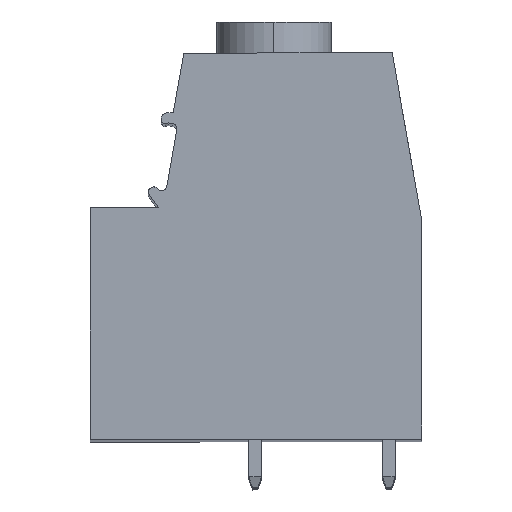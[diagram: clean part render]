
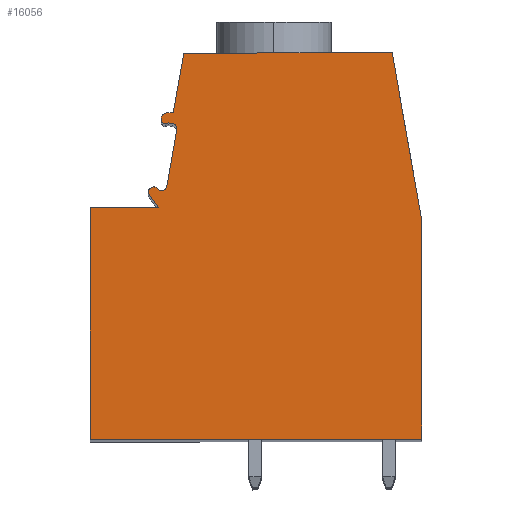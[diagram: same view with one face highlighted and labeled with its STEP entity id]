
A CAD part, top view. The second image highlights one B-rep face of the part: STEP entity #16056.
In plain terms, the highlighted planar face has unit normal (0, 0, 1).
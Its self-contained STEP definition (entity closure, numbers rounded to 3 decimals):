
#4458=DIRECTION('',(-1.,0.,0.));
#4459=VECTOR('',#4458,0.6);
#4460=CARTESIAN_POINT('',(-9.708,14.795,142.5));
#4461=LINE('',#4460,#4459);
#4462=DIRECTION('',(-0.174,-0.985,0.));
#4463=VECTOR('',#4462,5.687);
#4464=CARTESIAN_POINT('',(-8.72,20.396,142.5));
#4465=LINE('',#4464,#4463);
#4466=DIRECTION('',(-1.,-0.001,0.));
#4467=VECTOR('',#4466,19.48);
#4468=CARTESIAN_POINT('',(10.76,20.41,142.5));
#4469=LINE('',#4468,#4467);
#4470=DIRECTION('',(-0.174,0.985,0.));
#4471=VECTOR('',#4470,15.891);
#4472=CARTESIAN_POINT('',(13.53,4.762,142.5));
#4473=LINE('',#4472,#4471);
#4474=DIRECTION('',(0.,1.,0.));
#4475=VECTOR('',#4474,20.45);
#4476=CARTESIAN_POINT('',(13.53,-15.688,142.5));
#4477=LINE('',#4476,#4475);
#4478=DIRECTION('',(1.,0.001,0.));
#4479=VECTOR('',#4478,31.);
#4480=CARTESIAN_POINT('',(-17.47,-15.71,142.5));
#4481=LINE('',#4480,#4479);
#4482=DIRECTION('',(0.,-1.,0.));
#4483=VECTOR('',#4482,21.65);
#4484=CARTESIAN_POINT('',(-17.47,5.94,142.5));
#4485=LINE('',#4484,#4483);
#4486=DIRECTION('',(-1.,0.,0.));
#4487=VECTOR('',#4486,6.38);
#4488=CARTESIAN_POINT('',(-11.09,5.94,142.5));
#4489=LINE('',#4488,#4487);
#4490=DIRECTION('',(0.577,-0.817,0.));
#4491=VECTOR('',#4490,1.51);
#4492=CARTESIAN_POINT('',(-11.961,7.174,142.5));
#4493=LINE('',#4492,#4491);
#4494=CARTESIAN_POINT('',(-11.634,7.404,142.5));
#4495=DIRECTION('',(0.,0.,1.));
#4496=DIRECTION('',(-0.536,0.844,0.));
#4497=AXIS2_PLACEMENT_3D('',#4494,#4495,#4496);
#4499=DIRECTION('',(-0.844,-0.536,0.));
#4500=VECTOR('',#4499,0.245);
#4501=CARTESIAN_POINT('',(-11.642,7.873,142.5));
#4502=LINE('',#4501,#4500);
#4503=CARTESIAN_POINT('',(-11.535,7.704,142.5));
#4504=DIRECTION('',(0.,0.,1.));
#4505=DIRECTION('',(0.56,0.829,0.));
#4506=AXIS2_PLACEMENT_3D('',#4503,#4504,#4505);
#4508=DIRECTION('',(-0.829,0.56,0.));
#4509=VECTOR('',#4508,0.514);
#4510=CARTESIAN_POINT('',(-10.997,7.583,142.5));
#4511=LINE('',#4510,#4509);
#4512=DIRECTION('',(-0.989,0.148,0.));
#4513=VECTOR('',#4512,0.14);
#4514=CARTESIAN_POINT('',(-10.859,7.562,142.5));
#4515=LINE('',#4514,#4513);
#4516=CARTESIAN_POINT('',(-10.785,8.056,142.5));
#4517=DIRECTION('',(0.,0.,-1.));
#4518=DIRECTION('',(0.985,-0.174,0.));
#4519=AXIS2_PLACEMENT_3D('',#4516,#4517,#4518);
#4521=DIRECTION('',(-0.174,-0.985,0.));
#4522=VECTOR('',#4521,5.32);
#4523=CARTESIAN_POINT('',(-9.368,13.209,142.5));
#4524=LINE('',#4523,#4522);
#4525=CARTESIAN_POINT('',(-9.861,13.295,142.5));
#4526=DIRECTION('',(0.,0.,-1.));
#4527=DIRECTION('',(0.182,0.983,0.));
#4528=AXIS2_PLACEMENT_3D('',#4525,#4526,#4527);
#4530=DIRECTION('',(0.983,-0.182,0.));
#4531=VECTOR('',#4530,0.412);
#4532=CARTESIAN_POINT('',(-10.175,13.862,142.5));
#4533=LINE('',#4532,#4531);
#4534=DIRECTION('',(0.97,0.243,0.));
#4535=VECTOR('',#4534,0.292);
#4536=CARTESIAN_POINT('',(-10.458,13.791,142.5));
#4537=LINE('',#4536,#4535);
#4538=CARTESIAN_POINT('',(-10.506,13.985,142.5));
#4539=DIRECTION('',(0.,0.,1.));
#4540=DIRECTION('',(-0.792,-0.61,0.));
#4541=AXIS2_PLACEMENT_3D('',#4538,#4539,#4540);
#4543=DIRECTION('',(0.61,-0.792,0.));
#4544=VECTOR('',#4543,0.188);
#4545=CARTESIAN_POINT('',(-10.78,14.012,142.5));
#4546=LINE('',#4545,#4544);
#4547=CARTESIAN_POINT('',(-10.542,14.195,142.5));
#4548=DIRECTION('',(0.,0.,1.));
#4549=DIRECTION('',(-0.966,0.259,0.));
#4550=AXIS2_PLACEMENT_3D('',#4547,#4548,#4549);
#4552=DIRECTION('',(-0.259,-0.966,0.));
#4553=VECTOR('',#4552,0.157);
#4554=CARTESIAN_POINT('',(-10.791,14.425,142.5));
#4555=LINE('',#4554,#4553);
#4556=CARTESIAN_POINT('',(-10.308,14.295,142.5));
#4557=DIRECTION('',(0.,0.,1.));
#4558=DIRECTION('',(0.,1.,0.));
#4559=AXIS2_PLACEMENT_3D('',#4556,#4557,#4558);
#8003=CARTESIAN_POINT('',(-9.708,14.795,142.5));
#8004=CARTESIAN_POINT('',(-10.308,14.795,142.5));
#8005=VERTEX_POINT('',#8003);
#8006=VERTEX_POINT('',#8004);
#8007=CARTESIAN_POINT('',(-10.791,14.425,142.5));
#8008=VERTEX_POINT('',#8007);
#8009=CARTESIAN_POINT('',(-10.832,14.273,142.5));
#8010=VERTEX_POINT('',#8009);
#8011=CARTESIAN_POINT('',(-10.78,14.012,142.5));
#8012=VERTEX_POINT('',#8011);
#8013=CARTESIAN_POINT('',(-10.665,13.863,142.5));
#8014=VERTEX_POINT('',#8013);
#8015=CARTESIAN_POINT('',(-10.458,13.791,142.5));
#8016=VERTEX_POINT('',#8015);
#8017=CARTESIAN_POINT('',(-10.175,13.862,142.5));
#8018=VERTEX_POINT('',#8017);
#8019=CARTESIAN_POINT('',(-9.77,13.787,142.5));
#8020=VERTEX_POINT('',#8019);
#8021=CARTESIAN_POINT('',(-9.368,13.209,142.5));
#8022=VERTEX_POINT('',#8021);
#8023=CARTESIAN_POINT('',(-10.292,7.969,142.5));
#8024=VERTEX_POINT('',#8023);
#8025=CARTESIAN_POINT('',(-10.859,7.562,142.5));
#8026=VERTEX_POINT('',#8025);
#8027=CARTESIAN_POINT('',(-10.997,7.583,142.5));
#8028=VERTEX_POINT('',#8027);
#8029=CARTESIAN_POINT('',(-11.423,7.87,142.5));
#8030=VERTEX_POINT('',#8029);
#8031=CARTESIAN_POINT('',(-11.642,7.873,142.5));
#8032=VERTEX_POINT('',#8031);
#8033=CARTESIAN_POINT('',(-11.848,7.742,142.5));
#8034=VERTEX_POINT('',#8033);
#8035=CARTESIAN_POINT('',(-11.961,7.174,142.5));
#8036=VERTEX_POINT('',#8035);
#8037=CARTESIAN_POINT('',(-11.09,5.94,142.5));
#8038=VERTEX_POINT('',#8037);
#8039=CARTESIAN_POINT('',(-17.47,5.94,142.5));
#8040=VERTEX_POINT('',#8039);
#8041=CARTESIAN_POINT('',(-17.47,-15.71,142.5));
#8042=VERTEX_POINT('',#8041);
#8043=CARTESIAN_POINT('',(13.53,-15.688,142.5));
#8044=VERTEX_POINT('',#8043);
#8045=CARTESIAN_POINT('',(13.53,4.762,142.5));
#8046=VERTEX_POINT('',#8045);
#8047=CARTESIAN_POINT('',(10.76,20.41,142.5));
#8048=VERTEX_POINT('',#8047);
#8049=CARTESIAN_POINT('',(-8.72,20.396,142.5));
#8050=VERTEX_POINT('',#8049);
#16025=CARTESIAN_POINT('',(0.,0.,142.5));
#16026=DIRECTION('',(0.,0.,1.));
#16027=DIRECTION('',(1.,0.,0.));
#16028=AXIS2_PLACEMENT_3D('',#16025,#16026,#16027);
#16029=PLANE('',#16028);
#16030=ORIENTED_EDGE('',*,*,#10435,.F.);
#16031=ORIENTED_EDGE('',*,*,#10450,.F.);
#16032=ORIENTED_EDGE('',*,*,#10465,.F.);
#16033=ORIENTED_EDGE('',*,*,#14267,.F.);
#16034=ORIENTED_EDGE('',*,*,#14358,.F.);
#16035=ORIENTED_EDGE('',*,*,#15268,.F.);
#16036=ORIENTED_EDGE('',*,*,#15682,.F.);
#16037=ORIENTED_EDGE('',*,*,#15796,.F.);
#16038=ORIENTED_EDGE('',*,*,#15810,.F.);
#16039=ORIENTED_EDGE('',*,*,#15824,.F.);
#16040=ORIENTED_EDGE('',*,*,#15838,.F.);
#16041=ORIENTED_EDGE('',*,*,#15852,.F.);
#16042=ORIENTED_EDGE('',*,*,#15866,.F.);
#16043=ORIENTED_EDGE('',*,*,#15880,.F.);
#16044=ORIENTED_EDGE('',*,*,#15894,.F.);
#16045=ORIENTED_EDGE('',*,*,#15908,.F.);
#16046=ORIENTED_EDGE('',*,*,#15922,.F.);
#16047=ORIENTED_EDGE('',*,*,#15936,.F.);
#16048=ORIENTED_EDGE('',*,*,#15950,.F.);
#16049=ORIENTED_EDGE('',*,*,#15964,.F.);
#16050=ORIENTED_EDGE('',*,*,#15978,.F.);
#16051=ORIENTED_EDGE('',*,*,#15992,.F.);
#16052=ORIENTED_EDGE('',*,*,#16006,.F.);
#16053=ORIENTED_EDGE('',*,*,#16019,.F.);
#16054=EDGE_LOOP('',(#16030,#16031,#16032,#16033,#16034,#16035,#16036,#16037,
#16038,#16039,#16040,#16041,#16042,#16043,#16044,#16045,#16046,#16047,#16048,
#16049,#16050,#16051,#16052,#16053));
#16055=FACE_OUTER_BOUND('',#16054,.F.);
#4498=CIRCLE('',#4497,0.4);
#4507=CIRCLE('',#4506,0.2);
#4520=CIRCLE('',#4519,0.5);
#4529=CIRCLE('',#4528,0.5);
#4542=CIRCLE('',#4541,0.2);
#4551=CIRCLE('',#4550,0.3);
#4560=CIRCLE('',#4559,0.5);
#10435=EDGE_CURVE('',#8005,#8006,#4461,.T.);
#10450=EDGE_CURVE('',#8050,#8005,#4465,.T.);
#10465=EDGE_CURVE('',#8048,#8050,#4469,.T.);
#14267=EDGE_CURVE('',#8046,#8048,#4473,.T.);
#14358=EDGE_CURVE('',#8044,#8046,#4477,.T.);
#15268=EDGE_CURVE('',#8042,#8044,#4481,.T.);
#15682=EDGE_CURVE('',#8040,#8042,#4485,.T.);
#15796=EDGE_CURVE('',#8038,#8040,#4489,.T.);
#15810=EDGE_CURVE('',#8036,#8038,#4493,.T.);
#15824=EDGE_CURVE('',#8034,#8036,#4498,.T.);
#15838=EDGE_CURVE('',#8032,#8034,#4502,.T.);
#15852=EDGE_CURVE('',#8030,#8032,#4507,.T.);
#15866=EDGE_CURVE('',#8028,#8030,#4511,.T.);
#15880=EDGE_CURVE('',#8026,#8028,#4515,.T.);
#15894=EDGE_CURVE('',#8024,#8026,#4520,.T.);
#15908=EDGE_CURVE('',#8022,#8024,#4524,.T.);
#15922=EDGE_CURVE('',#8020,#8022,#4529,.T.);
#15936=EDGE_CURVE('',#8018,#8020,#4533,.T.);
#15950=EDGE_CURVE('',#8016,#8018,#4537,.T.);
#15964=EDGE_CURVE('',#8014,#8016,#4542,.T.);
#15978=EDGE_CURVE('',#8012,#8014,#4546,.T.);
#15992=EDGE_CURVE('',#8010,#8012,#4551,.T.);
#16006=EDGE_CURVE('',#8008,#8010,#4555,.T.);
#16019=EDGE_CURVE('',#8006,#8008,#4560,.T.);
#16056=ADVANCED_FACE('',(#16055),#16029,.T.);
